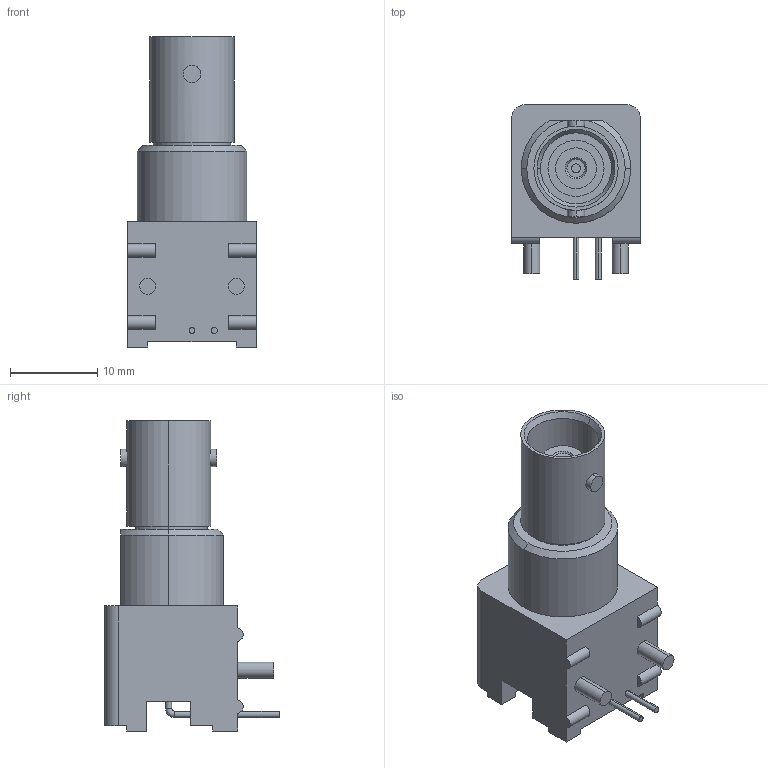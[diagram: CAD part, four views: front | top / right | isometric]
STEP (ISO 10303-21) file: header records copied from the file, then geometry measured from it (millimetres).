
FILE_DESCRIPTION(('STEP AP242'),'1');
FILE_NAME('227161-1.stp','2022-07-23T13:11:28',('TraceParts'),('TraceParts S.A.'),'Spatial InterOp 3D',' ',' ');
FILE_SCHEMA(('AP242_MANAGED_MODEL_BASED_3D_ENGINEERING_MIM_LF {1 0 10303 442 1 1 4}'));
Length unit declared in the file: millimetre
Products named in the file (1): 227161-1
Bounding box: 14.76 x 19.99 x 35.56 mm (x, y, z)
Volume: 4314.9 mm3; surface area: 2556.9 mm2
Topology: 1 solids, 1 shells, 131 faces, 319 edges, 208 vertices
Faces by surface type: cylinder 64, plane 56, cone 7, torus 4
Entity records: 3967 total; most frequent: CARTESIAN_POINT 741, DIRECTION 712, ORIENTED_EDGE 638, EDGE_CURVE 319, AXIS2_PLACEMENT_3D 269, VERTEX_POINT 208, LINE 174, VECTOR 174
